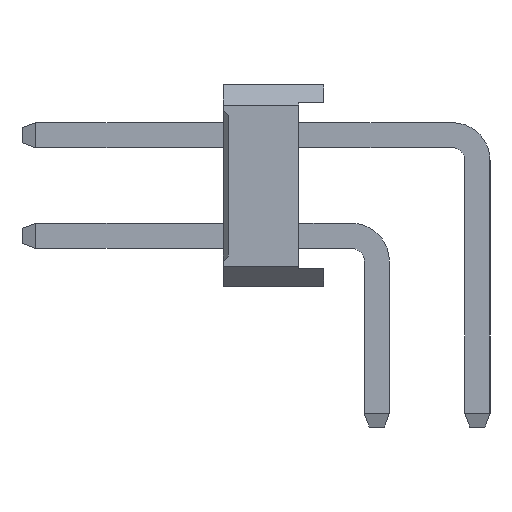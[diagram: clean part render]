
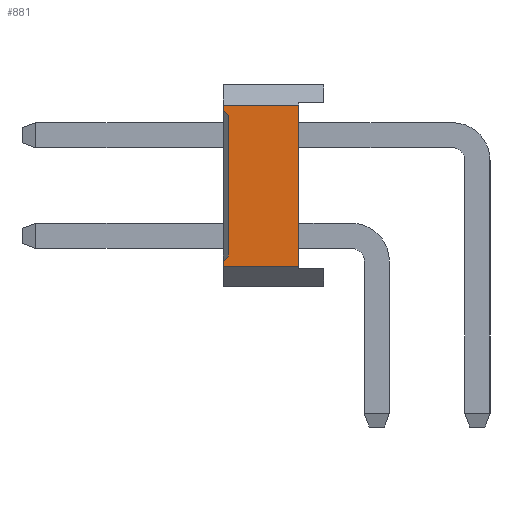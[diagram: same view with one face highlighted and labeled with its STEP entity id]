
A CAD part, left-side view. The second image highlights one B-rep face of the part: STEP entity #881.
In plain terms, the highlighted planar face has unit normal (-1, 0, 0).
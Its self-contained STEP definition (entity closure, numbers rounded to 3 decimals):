
#881=ADVANCED_FACE('',(#16589),#16591,.T.);
#16589=FACE_BOUND('',#16590,.T.);
#16590=EDGE_LOOP('',(#29321,#29322,#29323,#29324,#29325,#29326,#29327,#29328));
#16591=PLANE('',#16592);
#16592=AXIS2_PLACEMENT_3D('',#16593,#16594,#16595);
#16593=CARTESIAN_POINT('',(-1.,1.05,0.4));
#16594=DIRECTION('',(-1.,0.,0.));
#16595=DIRECTION('',(0.,0.,1.));
#29321=ORIENTED_EDGE('',*,*,#37749,.F.);
#29322=ORIENTED_EDGE('',*,*,#37750,.T.);
#29323=ORIENTED_EDGE('',*,*,#37751,.F.);
#29324=ORIENTED_EDGE('',*,*,#36990,.F.);
#29325=ORIENTED_EDGE('',*,*,#37747,.F.);
#29326=ORIENTED_EDGE('',*,*,#37752,.T.);
#29327=ORIENTED_EDGE('',*,*,#37753,.T.);
#29328=ORIENTED_EDGE('',*,*,#36994,.F.);
#36990=EDGE_CURVE('',#41387,#41389,#41390,.T.);
#36994=EDGE_CURVE('',#41395,#41397,#41398,.T.);
#37747=EDGE_CURVE('',#42810,#41387,#42812,.T.);
#37749=EDGE_CURVE('',#42814,#41395,#42815,.F.);
#37750=EDGE_CURVE('',#42814,#42816,#42817,.T.);
#37751=EDGE_CURVE('',#41389,#42816,#42818,.F.);
#37752=EDGE_CURVE('',#42810,#42819,#42820,.T.);
#37753=EDGE_CURVE('',#42819,#41397,#42821,.T.);
#41387=VERTEX_POINT('',#48586);
#41389=VERTEX_POINT('',#48590);
#41390=LINE('',#48591,#48592);
#41395=VERTEX_POINT('',#48602);
#41397=VERTEX_POINT('',#48606);
#41398=LINE('',#48607,#48608);
#42810=VERTEX_POINT('',#51523);
#42812=LINE('',#51527,#51528);
#42814=VERTEX_POINT('',#51533);
#42815=LINE('',#51534,#51535);
#42816=VERTEX_POINT('',#51537);
#42817=LINE('',#51538,#51539);
#42818=LINE('',#51541,#51542);
#42819=VERTEX_POINT('',#51544);
#42820=LINE('',#51545,#51546);
#42821=LINE('',#51548,#51549);
#48586=CARTESIAN_POINT('',(-1.,3.05,0.4));
#48590=CARTESIAN_POINT('',(-1.,3.05,0.5));
#48591=CARTESIAN_POINT('',(-1.,3.05,0.4));
#48592=VECTOR('',#48593,1.);
#48593=DIRECTION('',(0.,0.,1.));
#48602=CARTESIAN_POINT('',(-1.,3.05,3.5));
#48606=CARTESIAN_POINT('',(-1.,3.05,3.6));
#48607=CARTESIAN_POINT('',(-1.,3.05,3.5));
#48608=VECTOR('',#48609,1.);
#48609=DIRECTION('',(0.,0.,1.));
#51523=CARTESIAN_POINT('',(-1.,1.55,0.4));
#51527=CARTESIAN_POINT('',(-1.,1.55,0.4));
#51528=VECTOR('',#51529,1.);
#51529=DIRECTION('',(0.,1.,0.));
#51533=CARTESIAN_POINT('',(-1.,2.95,3.4));
#51534=CARTESIAN_POINT('',(-1.,3.05,3.5));
#51535=VECTOR('',#51536,1.);
#51536=DIRECTION('',(0.,-0.707,-0.707));
#51537=CARTESIAN_POINT('',(-1.,2.95,0.6));
#51538=CARTESIAN_POINT('',(-1.,2.95,3.4));
#51539=VECTOR('',#51540,1.);
#51540=DIRECTION('',(0.,0.,-1.));
#51541=CARTESIAN_POINT('',(-1.,2.95,0.6));
#51542=VECTOR('',#51543,1.);
#51543=DIRECTION('',(0.,0.707,-0.707));
#51544=CARTESIAN_POINT('',(-1.,1.55,3.6));
#51545=CARTESIAN_POINT('',(-1.,1.55,0.4));
#51546=VECTOR('',#51547,1.);
#51547=DIRECTION('',(0.,0.,1.));
#51548=CARTESIAN_POINT('',(-1.,1.55,3.6));
#51549=VECTOR('',#51550,1.);
#51550=DIRECTION('',(0.,1.,0.));
